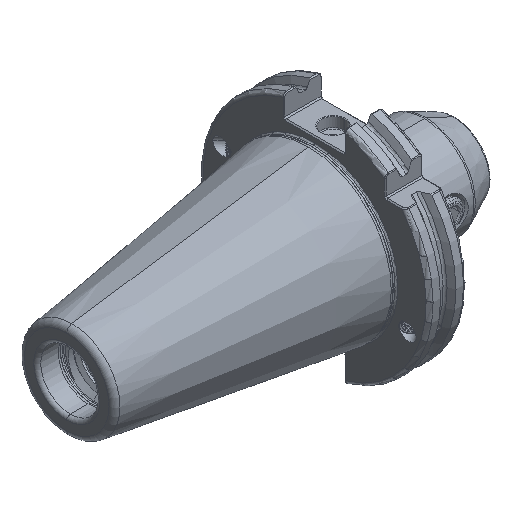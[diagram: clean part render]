
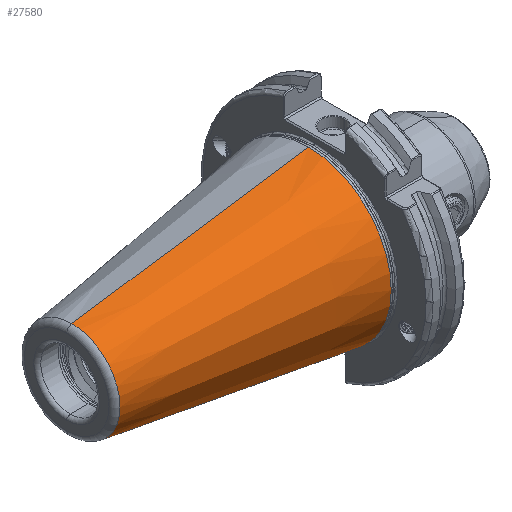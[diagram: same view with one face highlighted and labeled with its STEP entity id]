
A CAD part, isometric view. The second image highlights one B-rep face of the part: STEP entity #27580.
In plain terms, the highlighted conical face has half-angle 8.297 degrees and reference radius 35.392 mm.
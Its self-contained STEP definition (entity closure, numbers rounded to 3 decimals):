
#1162 = AXIS2_PLACEMENT_3D ( 'NONE', #27965, #27981, #27968 ) ;
#1303 = AXIS2_PLACEMENT_3D ( 'NONE', #10713, #10684, #10682 ) ;
#1318 = AXIS2_PLACEMENT_3D ( 'NONE', #10331, #10391, #10386 ) ;
#2154 = CARTESIAN_POINT ( 'NONE',  ( -102.811, 0., -20.399 ) ) ;
#3643 = LINE ( 'NONE', #17840, #3645 ) ;
#3645 = VECTOR ( 'NONE', #17833, 1000. ) ;
#3661 = LINE ( 'NONE', #18149, #3693 ) ;
#3693 = VECTOR ( 'NONE', #18162, 1000. ) ;
#3898 = CIRCLE ( 'NONE', #1303, 20.399 ) ;
#3914 = CIRCLE ( 'NONE', #1318, 35.027 ) ;
#4119 = CIRCLE ( 'NONE', #1162, 35.027 ) ;
#5730 = AXIS2_PLACEMENT_3D ( 'NONE', #24097, #24063, #24068 ) ;
#9432 = FACE_OUTER_BOUND ( 'NONE', #21384, .T. ) ;
#9466 = CONICAL_SURFACE ( 'NONE', #5730, 35.392, 0.145 ) ;
#10331 = CARTESIAN_POINT ( 'NONE',  ( -2.5, 0., 0. ) ) ;
#10386 = DIRECTION ( 'NONE',  ( 0., 1., 0. ) ) ;
#10391 = DIRECTION ( 'NONE',  ( 1., 0., 0. ) ) ;
#10682 = DIRECTION ( 'NONE',  ( 0., 0., 1. ) ) ;
#10684 = DIRECTION ( 'NONE',  ( 1., 0., 0. ) ) ;
#10713 = CARTESIAN_POINT ( 'NONE',  ( -102.811, 0., 0. ) ) ;
#17833 = DIRECTION ( 'NONE',  ( 0.99, 0., -0.144 ) ) ;
#17840 = CARTESIAN_POINT ( 'NONE',  ( 0., 0., -35.392 ) ) ;
#18149 = CARTESIAN_POINT ( 'NONE',  ( 0., 0., 35.392 ) ) ;
#18162 = DIRECTION ( 'NONE',  ( 0.99, 0., 0.144 ) ) ;
#20238 = CARTESIAN_POINT ( 'NONE',  ( -2.5, 0., 35.027 ) ) ;
#20257 = CARTESIAN_POINT ( 'NONE',  ( -2.5, 0., -35.027 ) ) ;
#20284 = CARTESIAN_POINT ( 'NONE',  ( -102.811, 0., 20.399 ) ) ;
#20536 = CARTESIAN_POINT ( 'NONE',  ( -2.5, -35.027, 0. ) ) ;
#20985 = EDGE_CURVE ( 'NONE', #22841, #22504, #3914, .T. ) ;
#21007 = EDGE_CURVE ( 'NONE', #22507, #23362, #3898, .T. ) ;
#21384 = EDGE_LOOP ( 'NONE', ( #26040, #26064, #26047, #26049, #26062 ) ) ;
#22085 = EDGE_CURVE ( 'NONE', #23362, #22504, #3643, .T. ) ;
#22139 = EDGE_CURVE ( 'NONE', #22507, #22501, #3661, .T. ) ;
#22164 = EDGE_CURVE ( 'NONE', #22501, #22841, #4119, .T. ) ;
#22501 = VERTEX_POINT ( 'NONE', #20238 ) ;
#22504 = VERTEX_POINT ( 'NONE', #20257 ) ;
#22507 = VERTEX_POINT ( 'NONE', #20284 ) ;
#22841 = VERTEX_POINT ( 'NONE', #20536 ) ;
#23362 = VERTEX_POINT ( 'NONE', #2154 ) ;
#24063 = DIRECTION ( 'NONE',  ( 1., 0., 0. ) ) ;
#24068 = DIRECTION ( 'NONE',  ( 0., 0., -1. ) ) ;
#24097 = CARTESIAN_POINT ( 'NONE',  ( 0., 0., 0. ) ) ;
#26040 = ORIENTED_EDGE ( 'NONE', *, *, #22139, .F. ) ;
#26047 = ORIENTED_EDGE ( 'NONE', *, *, #22085, .T. ) ;
#26049 = ORIENTED_EDGE ( 'NONE', *, *, #20985, .F. ) ;
#26062 = ORIENTED_EDGE ( 'NONE', *, *, #22164, .F. ) ;
#26064 = ORIENTED_EDGE ( 'NONE', *, *, #21007, .T. ) ;
#27580 = ADVANCED_FACE ( 'NONE', ( #9432 ), #9466, .T. ) ;
#27965 = CARTESIAN_POINT ( 'NONE',  ( -2.5, 0., 0. ) ) ;
#27968 = DIRECTION ( 'NONE',  ( 0., 1., 0. ) ) ;
#27981 = DIRECTION ( 'NONE',  ( 1., 0., 0. ) ) ;
